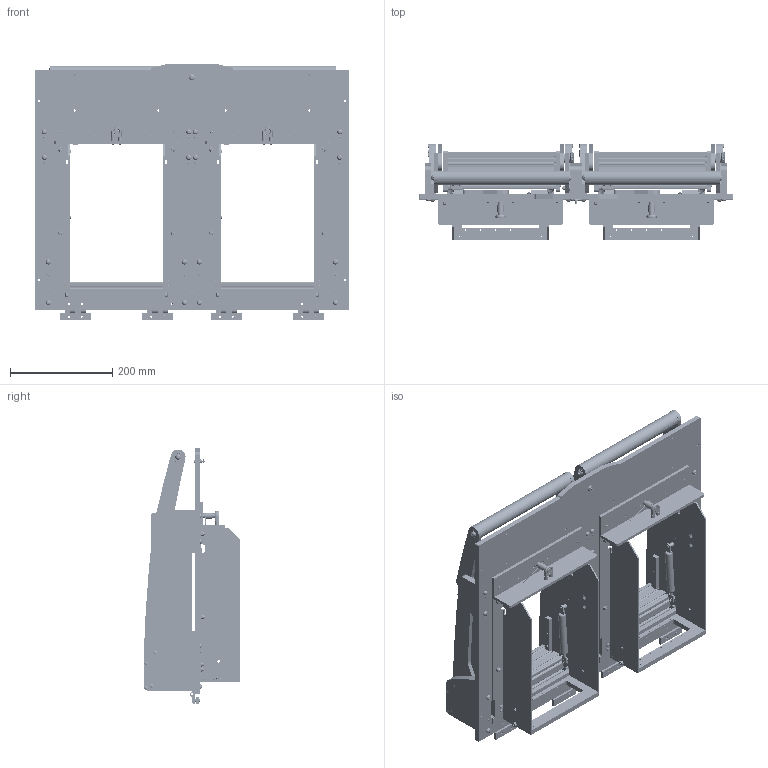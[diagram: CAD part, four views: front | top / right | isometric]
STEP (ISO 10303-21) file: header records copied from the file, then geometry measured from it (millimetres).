
FILE_DESCRIPTION (( 'STEP AP214' ), '1' );
FILE_NAME ('43870~1.STEP', '2017-08-16T08:45:26', ( '' ), ( '' ), 'SwSTEP 2.0', 'SolidWorks 2016', '' );
FILE_SCHEMA (( 'AUTOMOTIVE_DESIGN' ));
Length unit declared in the file: millimetre
Products named in the file (77): 43582~4_KUNDE<S>; 40336~0_S; 11536~0_L„nge_125,5min <Standard>; 35150~0_S; DIN6325~n_04,0m6x012; 43581~4_KUNDE<S>; 37188~0_S; 39899~0_S; ISO7380~n_M03,0x016; 43870~1; 34328~1_S; 2656~0; 32724~1; 32587~4_S; 4971~0; 43629~0_S; 2281~0_180ø<Standard>; 43493~1_KUNDE<S>; 40322~0_S; 43628~0_S; 2281~0; 43594~1_KUNDE<S>; 40337~0_S; 36177~2; 3011~0; 31253~0_S; 3521~0_Spring Pin ISO 8752 - 3 x 16 - St; 36201~3_S; 2679~0_4 m6 x 16; 36176~0_S; 8333~0; 35662~10_S; 39059~0_S; 37189~0_S; 30915~0; 35663~6_S; 39059_Grundkörper~0_S; 43497~1_KUNDE<S>; 2924~0; 43198~2_KUNDE<S> ...
Assembly tree (299 placements, depth 3):
  43870~1
    43767~2_S
    43594~1_KUNDE<S>  x4
    43579~0_KUNDE<S>  x4
    43497~1_KUNDE<S>  x4
    43198~2_KUNDE<S>  x2
    43199~1_KUNDE<S>  x2
    36176~0_S  x2
    43581~4_KUNDE<S>  x2
    43582~4_KUNDE<S>  x2
    43494~1_KUNDE<S>  x2
    43493~1_KUNDE<S>  x2
    37189~0_S  x2
    35649~1_S  x2
    31253~0_S  x2
    36175~2_S  x2
    35663~6_S  x2
    35662~10_S  x2
    36201~3_S  x2
    36177~2  x2
    43628~0_S  x2
    43629~0_S  x2
    32724~1  x2
    34328~1_S  x4
    37188~0_S  x4
    35150~0_S  x2
    43495~0_S  x10
    42284~0_S
    22093~0  x4
    53031~0_S
    39059~0_S  x2
      39059_Knopf~0_S
      39059_Grundkörper~0_S
    2281~0_180ø<Standard>  x4
      2281~0
    32587~4_S  x2
    35097~0  x2
    ISO7380~n_M03,0x005  x4
    32578~1_S  x4
    40322~0_S  x2
      39899~0_S
      DIN6325~n_04,0m6x012
      39897~0_S
      30618~4_S
      40337~0_S
      40336~0_S
      4971~0
    40321~0_S  x2
      39898~0_S
      DIN6325~n_04,0m6x012
      39897~0_S
      30618~4_S
      40337~0_S
      40336~0_S
      4971~0
    3012~0_S  x8
    2833~0_d 5  x4
    38786~0_L„nge_125,5min <Standard>  x2
    11536~0_L„nge_125,5min <Standard>  x2
    36027~3_S  x4
Bounding box: 616 x 190 x 503.5 mm (x, y, z)
Volume: 5960592 mm3; surface area: 2324781.3 mm2
Topology: 323 solids, 323 shells, 7934 faces, 19271 edges, 12050 vertices
Faces by surface type: plane 3137, cylinder 2985, cone 1324, torus 206, sphere 200, bspline 82
Entity records: 101113 total; most frequent: CARTESIAN_POINT 16956, DIRECTION 16165, ORIENTED_EDGE 14374, EDGE_CURVE 7187, AXIS2_PLACEMENT_3D 6150, VERTEX_POINT 4580, LINE 3865, VECTOR 3865
